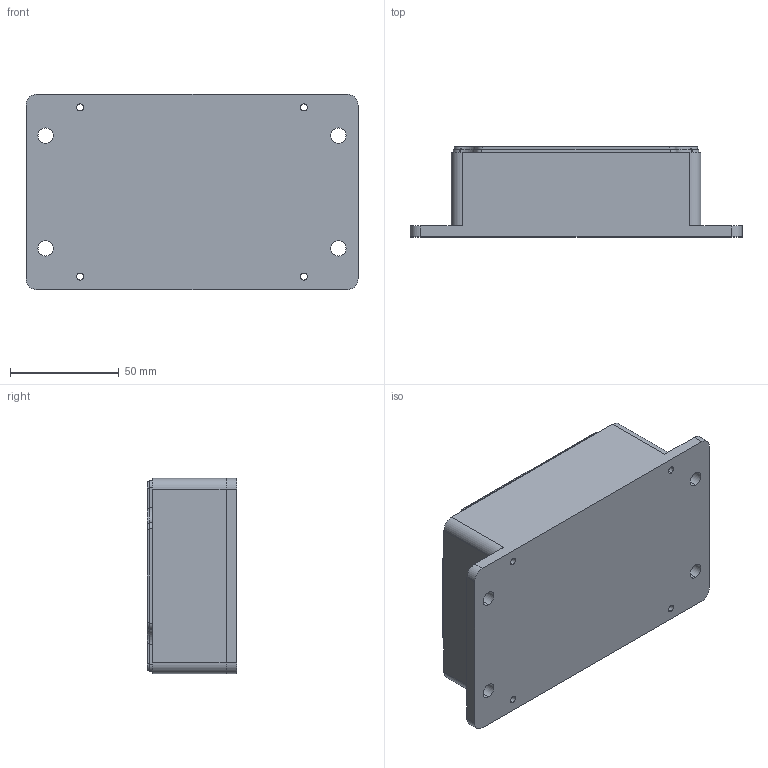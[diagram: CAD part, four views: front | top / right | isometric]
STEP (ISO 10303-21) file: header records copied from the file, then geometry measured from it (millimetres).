
FILE_DESCRIPTION (( 'STEP AP214' ), '1' );
FILE_NAME ('KW-55_BODY.STEP', '2021-06-03T00:02:27', ( '' ), ( '' ), 'SwSTEP 2.0', 'SolidWorks 2014', '' );
FILE_SCHEMA (( 'AUTOMOTIVE_DESIGN' ));
Length unit declared in the file: millimetre
Products named in the file (1): KW-55_BODY
Bounding box: 153 x 41.4 x 90 mm (x, y, z)
Volume: 92239.8 mm3; surface area: 66162.3 mm2
Topology: 1 solids, 1 shells, 133 faces, 372 edges, 248 vertices
Faces by surface type: cylinder 68, plane 65
Entity records: 4388 total; most frequent: DIRECTION 776, CARTESIAN_POINT 754, ORIENTED_EDGE 744, EDGE_CURVE 372, AXIS2_PLACEMENT_3D 270, VERTEX_POINT 248, VECTOR 236, LINE 236
